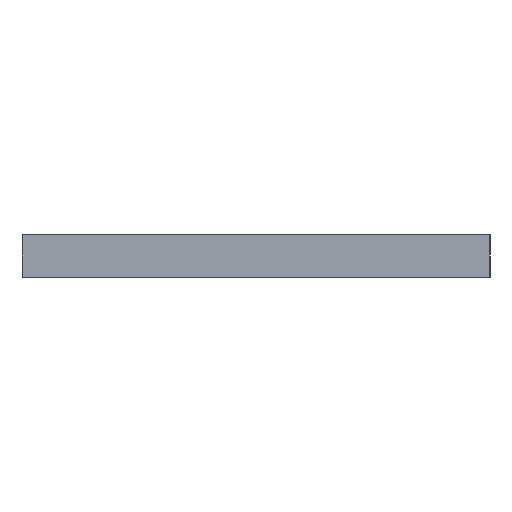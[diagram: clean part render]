
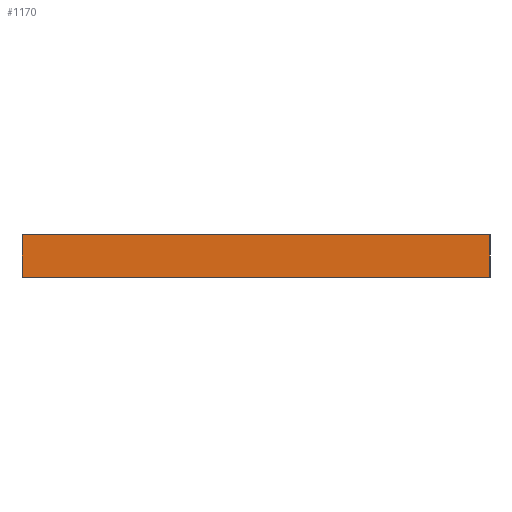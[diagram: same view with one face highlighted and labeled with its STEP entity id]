
A CAD part, left-side view. The second image highlights one B-rep face of the part: STEP entity #1170.
In plain terms, the highlighted planar face has unit normal (-1, 0, 0).
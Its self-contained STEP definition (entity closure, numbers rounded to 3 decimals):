
#29 = PLANE ( 'NONE',  #1751 ) ;
#63 = CARTESIAN_POINT ( 'NONE',  ( -110., 70., 12.7 ) ) ;
#166 = EDGE_LOOP ( 'NONE', ( #1582, #1185, #1181, #434 ) ) ;
#195 = CARTESIAN_POINT ( 'NONE',  ( -110., 70., 12.7 ) ) ;
#249 = EDGE_CURVE ( 'NONE', #1363, #1209, #1624, .T. ) ;
#351 = DIRECTION ( 'NONE',  ( 0., -1., 0. ) ) ;
#383 = VECTOR ( 'NONE', #351, 1000. ) ;
#399 = CARTESIAN_POINT ( 'NONE',  ( -110., 70., 12.7 ) ) ;
#416 = DIRECTION ( 'NONE',  ( 0., 0., -1. ) ) ;
#434 = ORIENTED_EDGE ( 'NONE', *, *, #249, .T. ) ;
#444 = VECTOR ( 'NONE', #416, 1000. ) ;
#494 = LINE ( 'NONE', #1050, #444 ) ;
#639 = CARTESIAN_POINT ( 'NONE',  ( -110., 70., 0. ) ) ;
#679 = VERTEX_POINT ( 'NONE', #829 ) ;
#710 = VECTOR ( 'NONE', #1132, 1000. ) ;
#778 = LINE ( 'NONE', #1306, #383 ) ;
#829 = CARTESIAN_POINT ( 'NONE',  ( -110., -70., 0. ) ) ;
#1021 = EDGE_CURVE ( 'NONE', #1363, #1564, #1292, .T. ) ;
#1050 = CARTESIAN_POINT ( 'NONE',  ( -110., -70., 12.7 ) ) ;
#1070 = CARTESIAN_POINT ( 'NONE',  ( -110., 70., 12.7 ) ) ;
#1097 = DIRECTION ( 'NONE',  ( 0., 1., 0. ) ) ;
#1132 = DIRECTION ( 'NONE',  ( 0., 0., -1. ) ) ;
#1170 = ADVANCED_FACE ( 'NONE', ( #1186 ), #29, .F. ) ;
#1181 = ORIENTED_EDGE ( 'NONE', *, *, #1021, .F. ) ;
#1185 = ORIENTED_EDGE ( 'NONE', *, *, #1480, .F. ) ;
#1186 = FACE_OUTER_BOUND ( 'NONE', #166, .T. ) ;
#1209 = VERTEX_POINT ( 'NONE', #639 ) ;
#1284 = EDGE_CURVE ( 'NONE', #1209, #679, #778, .T. ) ;
#1292 = LINE ( 'NONE', #1070, #1753 ) ;
#1306 = CARTESIAN_POINT ( 'NONE',  ( -110., 70., 0. ) ) ;
#1363 = VERTEX_POINT ( 'NONE', #399 ) ;
#1372 = DIRECTION ( 'NONE',  ( 0., -1., 0. ) ) ;
#1480 = EDGE_CURVE ( 'NONE', #1564, #679, #494, .T. ) ;
#1495 = CARTESIAN_POINT ( 'NONE',  ( -110., -70., 12.7 ) ) ;
#1564 = VERTEX_POINT ( 'NONE', #1495 ) ;
#1565 = DIRECTION ( 'NONE',  ( 1., 0., 0. ) ) ;
#1582 = ORIENTED_EDGE ( 'NONE', *, *, #1284, .T. ) ;
#1624 = LINE ( 'NONE', #63, #710 ) ;
#1751 = AXIS2_PLACEMENT_3D ( 'NONE', #195, #1565, #1097 ) ;
#1753 = VECTOR ( 'NONE', #1372, 1000. ) ;
